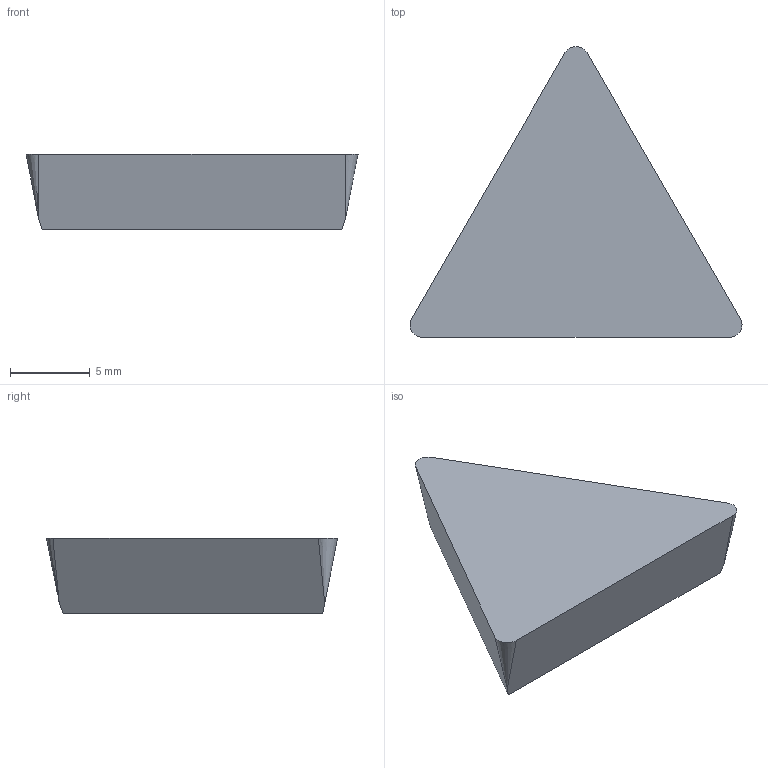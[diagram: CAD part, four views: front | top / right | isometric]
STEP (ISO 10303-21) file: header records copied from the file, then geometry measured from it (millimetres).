
FILE_DESCRIPTION((''),'2;1');
FILE_NAME('TP220408N','2024-08-11T09:03:49',('tlyaf015'),('PTC Japan'),'CREO PARAMETRIC BY PTC INC, 2021424','CREO PARAMETRIC BY PTC INC, 2021424','');
FILE_SCHEMA(('AUTOMOTIVE_DESIGN { 1 0 10303 214 1 1 1 1 }'));
Length unit declared in the file: millimetre
Products named in the file (1): TP220408N
Bounding box: 20.83 x 18.25 x 4.76 mm (x, y, z)
Volume: 857.3 mm3; surface area: 650.9 mm2
Topology: 1 solids, 1 shells, 8 faces, 31 edges, 30 vertices
Faces by surface type: plane 5, cone 3
Entity records: 472 total; most frequent: DIRECTION 60, CARTESIAN_POINT 55, ORIENTED_EDGE 40, PRESENTATION_STYLE_ASSIGNMENT 31, STYLED_ITEM 31, CURVE_STYLE 30, AXIS2_PLACEMENT_3D 21, EDGE_CURVE 20
